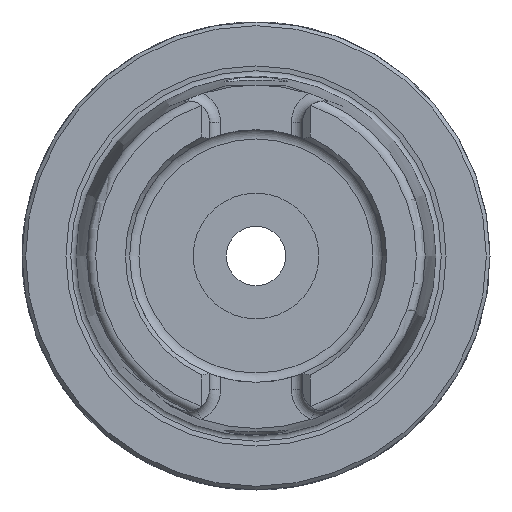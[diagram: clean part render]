
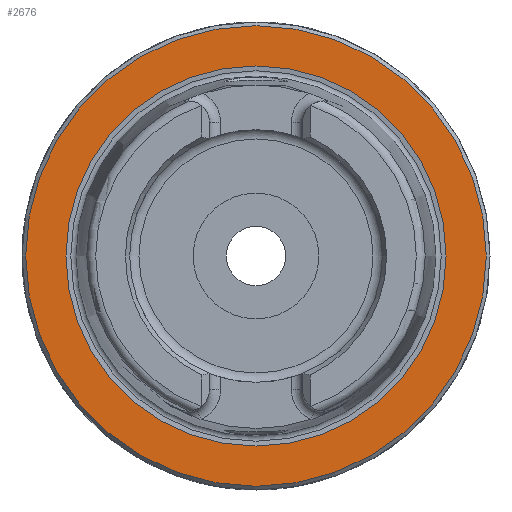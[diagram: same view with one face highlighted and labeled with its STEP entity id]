
A CAD part, left-side view. The second image highlights one B-rep face of the part: STEP entity #2676.
In plain terms, the highlighted planar face has unit normal (-1, 0, 0).
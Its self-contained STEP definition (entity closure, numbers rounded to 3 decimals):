
#107=FACE_BOUND('',#717,.T.);
#148=PLANE('',#3057);
#570=FACE_OUTER_BOUND('',#716,.T.);
#716=EDGE_LOOP('',(#2478,#2479));
#717=EDGE_LOOP('',(#2480,#2481));
#942=CIRCLE('',#3055,25.588);
#943=CIRCLE('',#3056,25.588);
#944=CIRCLE('',#3058,31.);
#945=CIRCLE('',#3059,31.);
#1241=VERTEX_POINT('',#5578);
#1242=VERTEX_POINT('',#5580);
#1243=VERTEX_POINT('',#5584);
#1244=VERTEX_POINT('',#5585);
#1658=EDGE_CURVE('',#1242,#1241,#942,.T.);
#1659=EDGE_CURVE('',#1241,#1242,#943,.T.);
#1660=EDGE_CURVE('',#1243,#1244,#944,.T.);
#1661=EDGE_CURVE('',#1244,#1243,#945,.T.);
#2478=ORIENTED_EDGE('',*,*,#1660,.F.);
#2479=ORIENTED_EDGE('',*,*,#1661,.F.);
#2480=ORIENTED_EDGE('',*,*,#1658,.T.);
#2481=ORIENTED_EDGE('',*,*,#1659,.T.);
#2676=ADVANCED_FACE('',(#570,#107),#148,.T.);
#3055=AXIS2_PLACEMENT_3D('',#5581,#3892,#3893);
#3056=AXIS2_PLACEMENT_3D('',#5582,#3894,#3895);
#3057=AXIS2_PLACEMENT_3D('',#5583,#3896,#3897);
#3058=AXIS2_PLACEMENT_3D('',#5586,#3898,#3899);
#3059=AXIS2_PLACEMENT_3D('',#5587,#3900,#3901);
#3892=DIRECTION('center_axis',(1.,0.,0.));
#3893=DIRECTION('ref_axis',(0.,0.,-1.));
#3894=DIRECTION('center_axis',(1.,0.,0.));
#3895=DIRECTION('ref_axis',(0.,0.,-1.));
#3896=DIRECTION('center_axis',(-1.,0.,0.));
#3897=DIRECTION('ref_axis',(0.,0.,1.));
#3898=DIRECTION('center_axis',(1.,0.,0.));
#3899=DIRECTION('ref_axis',(0.,0.,-1.));
#3900=DIRECTION('center_axis',(1.,0.,0.));
#3901=DIRECTION('ref_axis',(0.,0.,-1.));
#5578=CARTESIAN_POINT('',(0.,-25.588,0.));
#5580=CARTESIAN_POINT('',(0.,25.588,0.));
#5581=CARTESIAN_POINT('Origin',(0.,0.,0.));
#5582=CARTESIAN_POINT('Origin',(0.,0.,0.));
#5583=CARTESIAN_POINT('Origin',(0.,31.,0.));
#5584=CARTESIAN_POINT('',(0.,31.,0.));
#5585=CARTESIAN_POINT('',(0.,-31.,0.));
#5586=CARTESIAN_POINT('Origin',(0.,0.,0.));
#5587=CARTESIAN_POINT('Origin',(0.,0.,0.));
